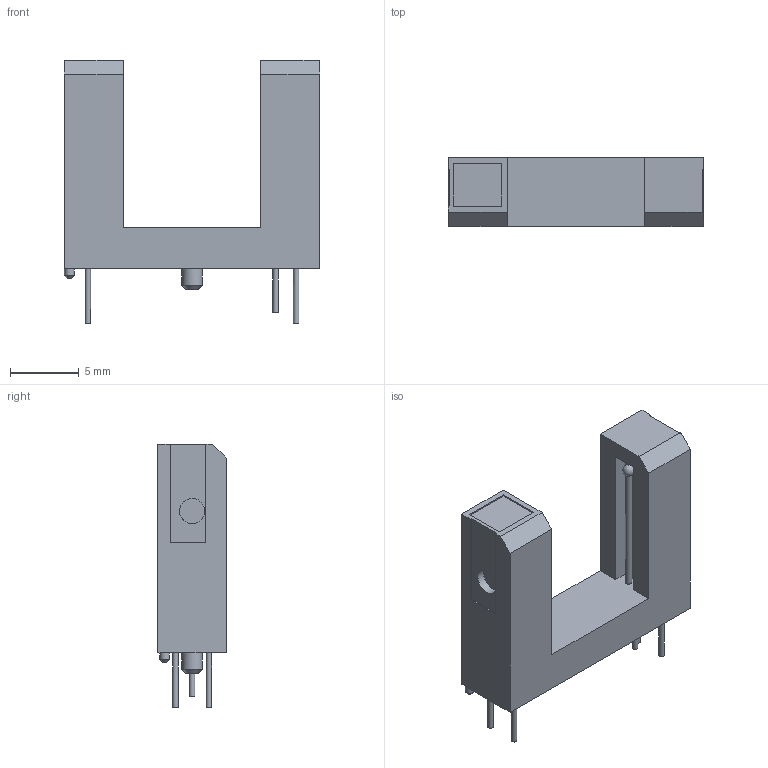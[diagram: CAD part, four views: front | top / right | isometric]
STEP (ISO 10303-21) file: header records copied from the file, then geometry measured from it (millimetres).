
FILE_DESCRIPTION( ( '' ), ' ' );
FILE_NAME( '5b91819310b3320c14e77c70.step', '2018-09-06T19:35:47', ( '' ), ( '' ), ' ', ' ', ' ' );
FILE_SCHEMA( ( 'AUTOMOTIVE_DESIGN { 1 0 10303 214 1 1 1 1 }' ) );
Length unit declared in the file: metre
Products named in the file (17): Open CASCADE STEP translator 6.8 2; Part 1
Bounding box: 18.6 x 5.01 x 19.2 mm (x, y, z)
Volume: 761.2 mm3; surface area: 916.9 mm2
Topology: 17 solids, 17 shells, 333 faces, 866 edges, 575 vertices
Faces by surface type: plane 197, extrusion 112, cylinder 15, sphere 4, bspline 3, cone 2
Full cylindrical faces by diameter (mm): 0.4 x5, 0.473 x1, 0.628 x1, 0.7 x1, 1.5 x1, 1.846 x2
Entity records: 17796 total; most frequent: CARTESIAN_POINT 3883, ORIENTED_EDGE 1692, DIRECTION 1086, STYLED_ITEM 1065, PRESENTATION_STYLE_ASSIGNMENT 1065, COLOUR_RGB 1065, EDGE_CURVE 846, CURVE_STYLE 732
